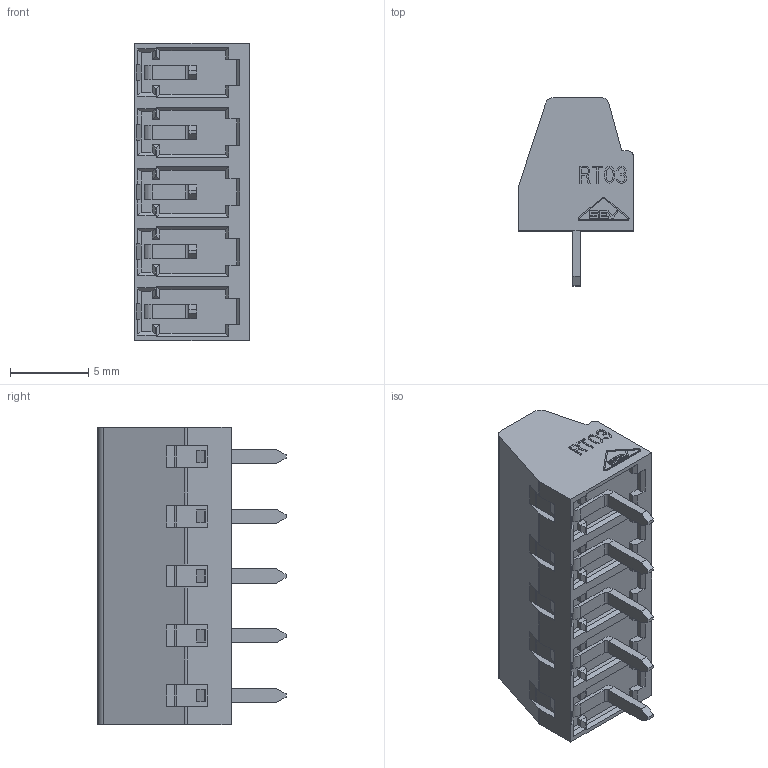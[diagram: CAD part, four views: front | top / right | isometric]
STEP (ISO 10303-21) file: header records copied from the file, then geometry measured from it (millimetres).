
FILE_DESCRIPTION((''),'2;1');
FILE_NAME('31086105_SW0001','2023-10-26T07:16:59',('antonh'),(''),'CREO PARAMETRIC BY PTC INC, 2022014','CREO PARAMETRIC BY PTC INC, 2022014','');
FILE_SCHEMA(('CONFIG_CONTROL_DESIGN'));
Length unit declared in the file: millimetre
Products named in the file (1): 31086105_SW0001
Bounding box: 7.3 x 12 x 19 mm (x, y, z)
Volume: 920.8 mm3; surface area: 999.9 mm2
Topology: 1 solids, 1 shells, 1063 faces, 2844 edges, 1835 vertices
Faces by surface type: plane 929, cylinder 92, cone 30, torus 10, sphere 2
Entity records: 33380 total; most frequent: CARTESIAN_POINT 7195, ORIENTED_EDGE 5684, DIRECTION 4936, EDGE_CURVE 2842, VECTOR 2344, LINE 2344, VERTEX_POINT 1835, AXIS2_PLACEMENT_3D 1296
